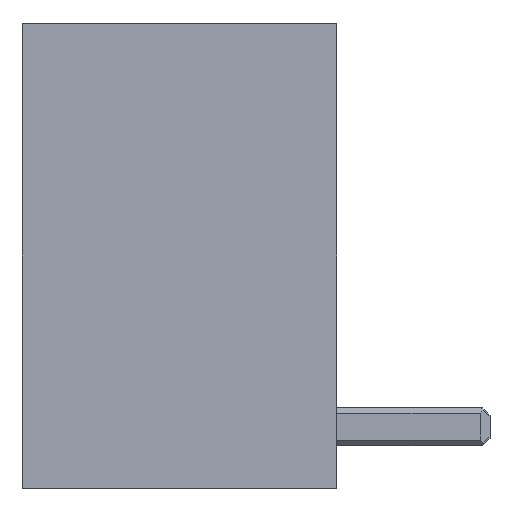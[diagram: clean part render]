
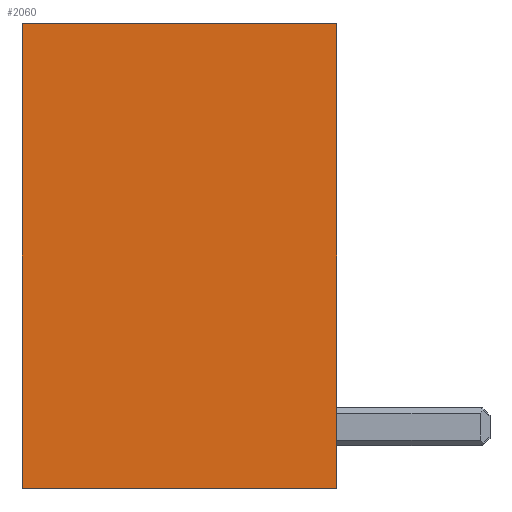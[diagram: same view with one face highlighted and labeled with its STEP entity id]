
A CAD part, left-side view. The second image highlights one B-rep face of the part: STEP entity #2060.
In plain terms, the highlighted planar face has unit normal (-1, 0, 0).
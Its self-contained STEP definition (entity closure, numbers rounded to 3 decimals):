
#7 = DIRECTION ( 'NONE',  ( 0., 1., 0. ) ) ;
#261 = DIRECTION ( 'NONE',  ( 0., -1., 0. ) ) ;
#297 = AXIS2_PLACEMENT_3D ( 'NONE', #4001, #4342, #7 ) ;
#306 = VECTOR ( 'NONE', #261, 1000. ) ;
#591 = LINE ( 'NONE', #1733, #3125 ) ;
#620 = VECTOR ( 'NONE', #2708, 1000. ) ;
#836 = LINE ( 'NONE', #1519, #1229 ) ;
#860 = ORIENTED_EDGE ( 'NONE', *, *, #3224, .F. ) ;
#1229 = VECTOR ( 'NONE', #4483, 1000. ) ;
#1355 = FACE_OUTER_BOUND ( 'NONE', #2604, .T. ) ;
#1376 = ORIENTED_EDGE ( 'NONE', *, *, #3959, .T. ) ;
#1386 = CARTESIAN_POINT ( 'NONE',  ( -8.2, 4.1, 12.1 ) ) ;
#1477 = VERTEX_POINT ( 'NONE', #3575 ) ;
#1519 = CARTESIAN_POINT ( 'NONE',  ( -8.2, 4.1, 12.1 ) ) ;
#1573 = CARTESIAN_POINT ( 'NONE',  ( -8.2, 4.1, 12.1 ) ) ;
#1733 = CARTESIAN_POINT ( 'NONE',  ( -8.2, 4.1, 0. ) ) ;
#1969 = EDGE_CURVE ( 'NONE', #2027, #3614, #836, .T. ) ;
#1999 = CARTESIAN_POINT ( 'NONE',  ( -8.2, -4.1, 12.1 ) ) ;
#2027 = VERTEX_POINT ( 'NONE', #1573 ) ;
#2060 = ADVANCED_FACE ( 'NONE', ( #1355 ), #3143, .F. ) ;
#2563 = EDGE_CURVE ( 'NONE', #2027, #1477, #4266, .T. ) ;
#2604 = EDGE_LOOP ( 'NONE', ( #1376, #860, #4538, #4607 ) ) ;
#2661 = LINE ( 'NONE', #1999, #620 ) ;
#2708 = DIRECTION ( 'NONE',  ( 0., 0., -1. ) ) ;
#2838 = DIRECTION ( 'NONE',  ( 0., -1., 0. ) ) ;
#3125 = VECTOR ( 'NONE', #2838, 1000. ) ;
#3143 = PLANE ( 'NONE',  #297 ) ;
#3224 = EDGE_CURVE ( 'NONE', #1477, #3931, #2661, .T. ) ;
#3575 = CARTESIAN_POINT ( 'NONE',  ( -8.2, -4.1, 12.1 ) ) ;
#3614 = VERTEX_POINT ( 'NONE', #4392 ) ;
#3930 = CARTESIAN_POINT ( 'NONE',  ( -8.2, -4.1, 0. ) ) ;
#3931 = VERTEX_POINT ( 'NONE', #3930 ) ;
#3959 = EDGE_CURVE ( 'NONE', #3614, #3931, #591, .T. ) ;
#4001 = CARTESIAN_POINT ( 'NONE',  ( -8.2, 4.1, 12.1 ) ) ;
#4266 = LINE ( 'NONE', #1386, #306 ) ;
#4342 = DIRECTION ( 'NONE',  ( 1., 0., 0. ) ) ;
#4392 = CARTESIAN_POINT ( 'NONE',  ( -8.2, 4.1, 0. ) ) ;
#4483 = DIRECTION ( 'NONE',  ( 0., 0., -1. ) ) ;
#4538 = ORIENTED_EDGE ( 'NONE', *, *, #2563, .F. ) ;
#4607 = ORIENTED_EDGE ( 'NONE', *, *, #1969, .T. ) ;
